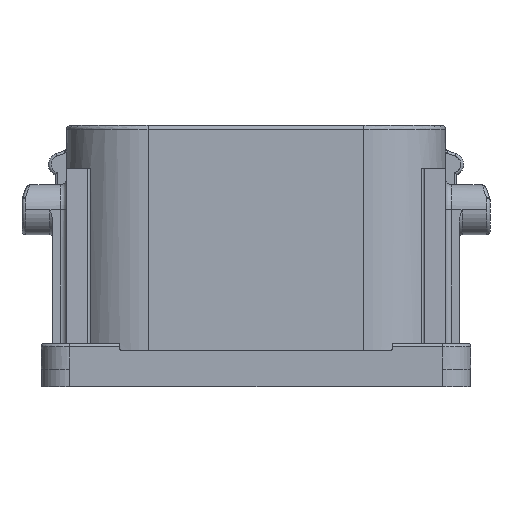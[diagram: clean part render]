
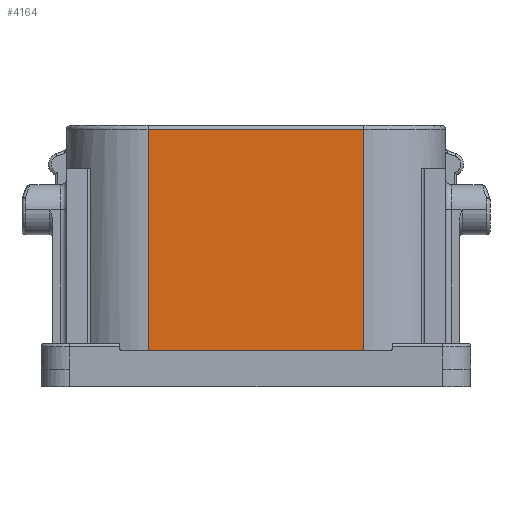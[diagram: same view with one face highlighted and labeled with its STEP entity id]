
A CAD part, front view. The second image highlights one B-rep face of the part: STEP entity #4164.
In plain terms, the highlighted planar face has unit normal (0, -1, 0).
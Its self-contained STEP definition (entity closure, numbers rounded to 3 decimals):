
#4164=ADVANCED_FACE('',(#9453),#8185,.F.);
#8185=PLANE('',#65933);
#9453=FACE_OUTER_BOUND('',#13480,.T.);
#13480=EDGE_LOOP('',(#22582,#22583,#22584,#22585));
#17657=B_SPLINE_CURVE_WITH_KNOTS('',3,(#84906,#84907,#84908,#84909),
 .UNSPECIFIED.,.F.,.F.,(4,4),(0.,1.),.UNSPECIFIED.);
#22582=ORIENTED_EDGE('',*,*,#47996,.T.);
#22583=ORIENTED_EDGE('',*,*,#47935,.F.);
#22584=ORIENTED_EDGE('',*,*,#47993,.T.);
#22585=ORIENTED_EDGE('',*,*,#47997,.T.);
#41980=VERTEX_POINT('',#84085);
#41981=VERTEX_POINT('',#84087);
#42028=VERTEX_POINT('',#84901);
#42030=VERTEX_POINT('',#84910);
#47935=EDGE_CURVE('',#41980,#41981,#57605,.T.);
#47993=EDGE_CURVE('',#41980,#42028,#57645,.T.);
#47996=EDGE_CURVE('',#42030,#41981,#17657,.T.);
#47997=EDGE_CURVE('',#42028,#42030,#57647,.T.);
#57605=LINE('',#84086,#61872);
#57645=LINE('',#84900,#61912);
#57647=LINE('',#84911,#61914);
#61872=VECTOR('',#70375,1.);
#61912=VECTOR('',#70451,1.);
#61914=VECTOR('',#70457,1.);
#65933=AXIS2_PLACEMENT_3D('',#84912,#70458,#70459);
#70375=DIRECTION('',(0.,0.,1.));
#70451=DIRECTION('',(1.,0.,0.));
#70457=DIRECTION('',(0.,0.,1.));
#70458=DIRECTION('',(0.,1.,0.));
#70459=DIRECTION('',(1.,0.,0.));
#84085=CARTESIAN_POINT('',(161.755,70.68,19.96));
#84086=CARTESIAN_POINT('',(161.755,70.68,19.96));
#84087=CARTESIAN_POINT('',(161.755,70.68,35.41));
#84900=CARTESIAN_POINT('',(161.755,70.68,19.96));
#84901=CARTESIAN_POINT('',(176.835,70.68,19.96));
#84906=CARTESIAN_POINT('',(176.835,70.68,35.41));
#84907=CARTESIAN_POINT('',(171.808,70.68,35.41));
#84908=CARTESIAN_POINT('',(166.782,70.68,35.41));
#84909=CARTESIAN_POINT('',(161.755,70.68,35.41));
#84910=CARTESIAN_POINT('',(176.835,70.68,35.41));
#84911=CARTESIAN_POINT('',(176.835,70.68,19.96));
#84912=CARTESIAN_POINT('',(161.378,70.68,35.796));
